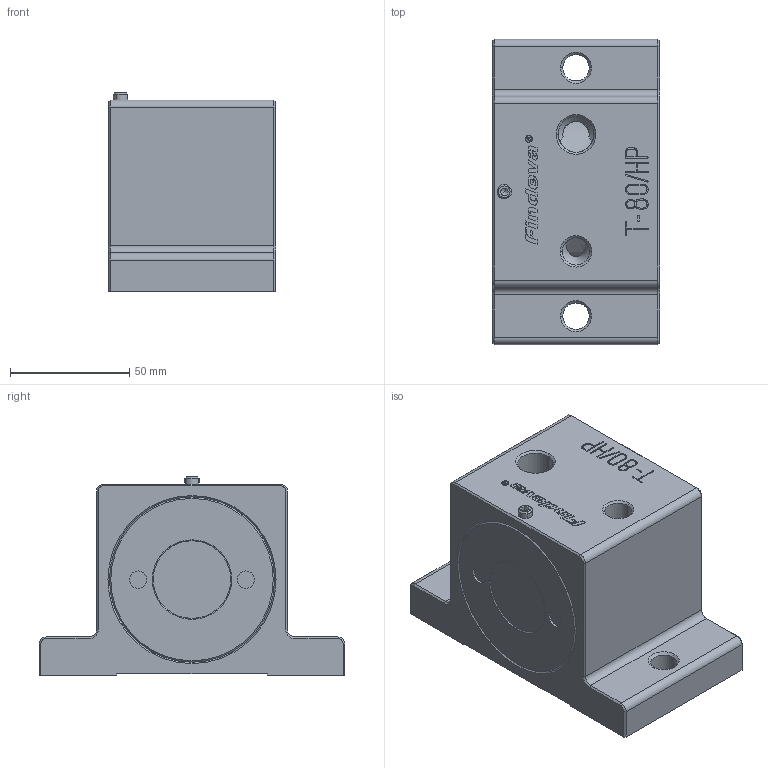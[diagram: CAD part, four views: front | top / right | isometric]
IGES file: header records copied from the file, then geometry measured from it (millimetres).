
Global section: file name: No Iges File Name specified; native system: Autodesk Inventor 2011; preprocessor: AutoDesk Inventor Iges Exporter R2011; author: Petr; date: 20120329.104924; units: millimetre
Bounding box: 70 x 128 x 83 mm (x, y, z)
Volume: 484264.4 mm3; surface area: 45873.8 mm2
Topology: 1 solids, 2 shells, 398 faces, 1016 edges, 663 vertices
Faces by surface type: plane 228, revolution 79, bspline 45, cylinder 31, cone 14, torus 1
